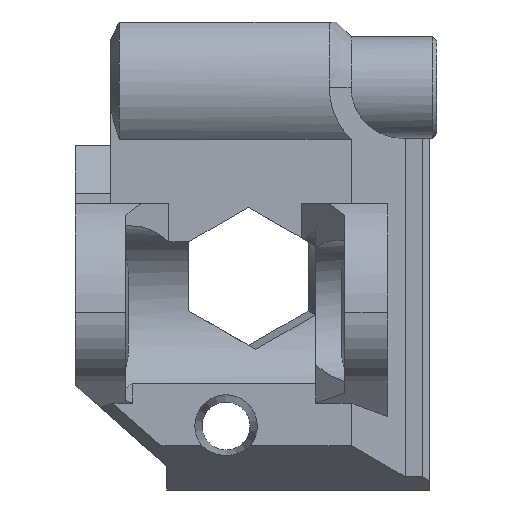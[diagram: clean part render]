
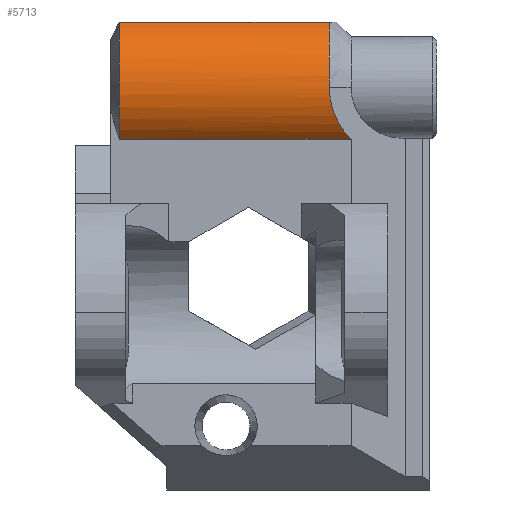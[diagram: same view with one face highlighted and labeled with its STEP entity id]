
A CAD part, left-side view. The second image highlights one B-rep face of the part: STEP entity #5713.
In plain terms, the highlighted cylindrical face has radius 5 mm (diameter 10 mm), a partial arc.
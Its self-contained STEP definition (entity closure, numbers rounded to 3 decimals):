
#1201 = CONICAL_SURFACE('',#1202,4.4,1.107);
#1202 = AXIS2_PLACEMENT_3D('',#1203,#1204,#1205);
#1203 = CARTESIAN_POINT('',(191.525,0.25,16.5));
#1204 = DIRECTION('',(0.,-1.,0.));
#1205 = DIRECTION('',(0.,0.,1.));
#1230 = VERTEX_POINT('',#1231);
#1231 = CARTESIAN_POINT('',(188.025,-0.05,12.929)
  );
#1267 = PLANE('',#1268);
#1268 = AXIS2_PLACEMENT_3D('',#1269,#1270,#1271);
#1269 = CARTESIAN_POINT('',(188.025,0.55,12.929));
#1270 = DIRECTION('',(-1.,0.,0.));
#1271 = DIRECTION('',(0.,0.,-1.));
#1279 = EDGE_CURVE('',#1230,#1280,#1282,.T.);
#1280 = VERTEX_POINT('',#1281);
#1281 = CARTESIAN_POINT('',(189.346,-0.05,
    21.));
#1282 = SURFACE_CURVE('',#1283,(#1288,#1295),.PCURVE_S1.);
#1283 = CIRCLE('',#1284,5.);
#1284 = AXIS2_PLACEMENT_3D('',#1285,#1286,#1287);
#1285 = CARTESIAN_POINT('',(191.525,-0.05,16.5)
  );
#1286 = DIRECTION('',(0.,1.,0.));
#1287 = DIRECTION('',(0.,0.,1.));
#1288 = PCURVE('',#1201,#1289);
#1289 = DEFINITIONAL_REPRESENTATION('',(#1290),#1294);
#1290 = LINE('',#1291,#1292);
#1291 = CARTESIAN_POINT('',(6.283,0.3));
#1292 = VECTOR('',#1293,1.);
#1293 = DIRECTION('',(-1.,0.));
#1294 = ( GEOMETRIC_REPRESENTATION_CONTEXT(2) 
PARAMETRIC_REPRESENTATION_CONTEXT() REPRESENTATION_CONTEXT('2D SPACE',''
  ) );
#1295 = PCURVE('',#1296,#1301);
#1296 = CYLINDRICAL_SURFACE('',#1297,5.);
#1297 = AXIS2_PLACEMENT_3D('',#1298,#1299,#1300);
#1298 = CARTESIAN_POINT('',(191.525,0.55,16.5));
#1299 = DIRECTION('',(0.,-1.,0.));
#1300 = DIRECTION('',(0.,0.,-1.));
#1301 = DEFINITIONAL_REPRESENTATION('',(#1302),#1306);
#1302 = LINE('',#1303,#1304);
#1303 = CARTESIAN_POINT('',(9.425,0.6));
#1304 = VECTOR('',#1305,1.);
#1305 = DIRECTION('',(-1.,0.));
#1306 = ( GEOMETRIC_REPRESENTATION_CONTEXT(2) 
PARAMETRIC_REPRESENTATION_CONTEXT() REPRESENTATION_CONTEXT('2D SPACE',''
  ) );
#1377 = PLANE('',#1378);
#1378 = AXIS2_PLACEMENT_3D('',#1379,#1380,#1381);
#1379 = CARTESIAN_POINT('',(193.825,0.55,21.));
#1380 = DIRECTION('',(0.,0.,1.));
#1381 = DIRECTION('',(-1.,0.,0.));
#2007 = PLANE('',#2008);
#2008 = AXIS2_PLACEMENT_3D('',#2009,#2010,#2011);
#2009 = CARTESIAN_POINT('',(190.529,-18.5,-11.2));
#2010 = DIRECTION('',(0.707,0.707,0.)
  );
#2011 = DIRECTION('',(-0.707,0.707,0.
    ));
#2204 = CONICAL_SURFACE('',#2205,4.25,0.785);
#2205 = AXIS2_PLACEMENT_3D('',#2206,#2207,#2208);
#2206 = CARTESIAN_POINT('',(191.525,-15.246,16.5));
#2207 = DIRECTION('',(0.,1.,0.));
#2208 = DIRECTION('',(0.,0.,1.));
#3180 = EDGE_CURVE('',#1280,#3181,#3183,.T.);
#3181 = VERTEX_POINT('',#3182);
#3182 = CARTESIAN_POINT('',(189.346,-14.496,
    21.));
#3183 = SURFACE_CURVE('',#3184,(#3188,#3195),.PCURVE_S1.);
#3184 = LINE('',#3185,#3186);
#3185 = CARTESIAN_POINT('',(189.346,0.55,21.));
#3186 = VECTOR('',#3187,1.);
#3187 = DIRECTION('',(0.,-1.,0.));
#3188 = PCURVE('',#1377,#3189);
#3189 = DEFINITIONAL_REPRESENTATION('',(#3190),#3194);
#3190 = LINE('',#3191,#3192);
#3191 = CARTESIAN_POINT('',(4.479,0.));
#3192 = VECTOR('',#3193,1.);
#3193 = DIRECTION('',(0.,1.));
#3194 = ( GEOMETRIC_REPRESENTATION_CONTEXT(2) 
PARAMETRIC_REPRESENTATION_CONTEXT() REPRESENTATION_CONTEXT('2D SPACE',''
  ) );
#3195 = PCURVE('',#1296,#3196);
#3196 = DEFINITIONAL_REPRESENTATION('',(#3197),#3201);
#3197 = LINE('',#3198,#3199);
#3198 = CARTESIAN_POINT('',(3.593,0.));
#3199 = VECTOR('',#3200,1.);
#3200 = DIRECTION('',(0.,1.));
#3201 = ( GEOMETRIC_REPRESENTATION_CONTEXT(2) 
PARAMETRIC_REPRESENTATION_CONTEXT() REPRESENTATION_CONTEXT('2D SPACE',''
  ) );
#5286 = EDGE_CURVE('',#3181,#5287,#5289,.T.);
#5287 = VERTEX_POINT('',#5288);
#5288 = CARTESIAN_POINT('',(186.525,-14.496,16.5));
#5289 = SURFACE_CURVE('',#5290,(#5295,#5302),.PCURVE_S1.);
#5290 = CIRCLE('',#5291,5.);
#5291 = AXIS2_PLACEMENT_3D('',#5292,#5293,#5294);
#5292 = CARTESIAN_POINT('',(191.525,-14.496,16.5));
#5293 = DIRECTION('',(0.,-1.,0.));
#5294 = DIRECTION('',(0.,0.,1.));
#5295 = PCURVE('',#2204,#5296);
#5296 = DEFINITIONAL_REPRESENTATION('',(#5297),#5301);
#5297 = LINE('',#5298,#5299);
#5298 = CARTESIAN_POINT('',(6.283,0.75));
#5299 = VECTOR('',#5300,1.);
#5300 = DIRECTION('',(-1.,0.));
#5301 = ( GEOMETRIC_REPRESENTATION_CONTEXT(2) 
PARAMETRIC_REPRESENTATION_CONTEXT() REPRESENTATION_CONTEXT('2D SPACE',''
  ) );
#5302 = PCURVE('',#1296,#5303);
#5303 = DEFINITIONAL_REPRESENTATION('',(#5304),#5308);
#5304 = LINE('',#5305,#5306);
#5305 = CARTESIAN_POINT('',(3.142,15.046));
#5306 = VECTOR('',#5307,1.);
#5307 = DIRECTION('',(1.,0.));
#5308 = ( GEOMETRIC_REPRESENTATION_CONTEXT(2) 
PARAMETRIC_REPRESENTATION_CONTEXT() REPRESENTATION_CONTEXT('2D SPACE',''
  ) );
#5536 = EDGE_CURVE('',#5537,#5287,#5539,.T.);
#5537 = VERTEX_POINT('',#5538);
#5538 = CARTESIAN_POINT('',(188.025,-15.996,12.929));
#5539 = SURFACE_CURVE('',#5540,(#5545,#5552),.PCURVE_S1.);
#5540 = ELLIPSE('',#5541,7.071,5.);
#5541 = AXIS2_PLACEMENT_3D('',#5542,#5543,#5544);
#5542 = CARTESIAN_POINT('',(191.525,-19.496,16.5));
#5543 = DIRECTION('',(0.707,0.707,0.)
  );
#5544 = DIRECTION('',(0.707,-0.707,0.)
  );
#5545 = PCURVE('',#2007,#5546);
#5546 = DEFINITIONAL_REPRESENTATION('',(#5547),#5551);
#5547 = ELLIPSE('',#5548,7.071,5.);
#5548 = AXIS2_PLACEMENT_2D('',#5549,#5550);
#5549 = CARTESIAN_POINT('',(-1.409,27.7));
#5550 = DIRECTION('',(-1.,0.));
#5551 = ( GEOMETRIC_REPRESENTATION_CONTEXT(2) 
PARAMETRIC_REPRESENTATION_CONTEXT() REPRESENTATION_CONTEXT('2D SPACE',''
  ) );
#5552 = PCURVE('',#1296,#5553);
#5553 = DEFINITIONAL_REPRESENTATION('',(#5554),#5580);
#5554 = B_SPLINE_CURVE_WITH_KNOTS('',3,(#5555,#5556,#5557,#5558,#5559,
    #5560,#5561,#5562,#5563,#5564,#5565,#5566,#5567,#5568,#5569,#5570,
    #5571,#5572,#5573,#5574,#5575,#5576,#5577,#5578,#5579),
  .UNSPECIFIED.,.F.,.F.,(4,1,1,1,1,1,1,1,1,1,1,1,1,1,1,1,1,1,1,1,1,1,4),
  (2.346,2.382,2.419,2.455,
    2.491,2.527,2.563,2.599,
    2.635,2.672,2.708,2.744,
    2.78,2.816,2.852,2.889,
    2.925,2.961,2.997,3.033,
    3.069,3.105,3.142),.QUASI_UNIFORM_KNOTS.);
#5555 = CARTESIAN_POINT('',(5.508,16.546));
#5556 = CARTESIAN_POINT('',(5.496,16.503));
#5557 = CARTESIAN_POINT('',(5.472,16.419));
#5558 = CARTESIAN_POINT('',(5.435,16.297));
#5559 = CARTESIAN_POINT('',(5.399,16.18));
#5560 = CARTESIAN_POINT('',(5.363,16.068));
#5561 = CARTESIAN_POINT('',(5.327,15.961));
#5562 = CARTESIAN_POINT('',(5.291,15.859));
#5563 = CARTESIAN_POINT('',(5.255,15.763));
#5564 = CARTESIAN_POINT('',(5.219,15.672));
#5565 = CARTESIAN_POINT('',(5.182,15.588));
#5566 = CARTESIAN_POINT('',(5.146,15.509));
#5567 = CARTESIAN_POINT('',(5.11,15.436));
#5568 = CARTESIAN_POINT('',(5.074,15.369));
#5569 = CARTESIAN_POINT('',(5.038,15.308));
#5570 = CARTESIAN_POINT('',(5.002,15.253));
#5571 = CARTESIAN_POINT('',(4.965,15.205));
#5572 = CARTESIAN_POINT('',(4.929,15.163));
#5573 = CARTESIAN_POINT('',(4.893,15.127));
#5574 = CARTESIAN_POINT('',(4.857,15.098));
#5575 = CARTESIAN_POINT('',(4.821,15.075));
#5576 = CARTESIAN_POINT('',(4.785,15.058));
#5577 = CARTESIAN_POINT('',(4.749,15.049));
#5578 = CARTESIAN_POINT('',(4.724,15.046));
#5579 = CARTESIAN_POINT('',(4.712,15.046));
#5580 = ( GEOMETRIC_REPRESENTATION_CONTEXT(2) 
PARAMETRIC_REPRESENTATION_CONTEXT() REPRESENTATION_CONTEXT('2D SPACE',''
  ) );
#5713 = ADVANCED_FACE('',(#5714),#1296,.T.);
#5714 = FACE_BOUND('',#5715,.T.);
#5715 = EDGE_LOOP('',(#5716,#5717,#5738,#5739,#5740));
#5716 = ORIENTED_EDGE('',*,*,#1279,.F.);
#5717 = ORIENTED_EDGE('',*,*,#5718,.T.);
#5718 = EDGE_CURVE('',#1230,#5537,#5719,.T.);
#5719 = SURFACE_CURVE('',#5720,(#5724,#5731),.PCURVE_S1.);
#5720 = LINE('',#5721,#5722);
#5721 = CARTESIAN_POINT('',(188.025,0.55,12.929));
#5722 = VECTOR('',#5723,1.);
#5723 = DIRECTION('',(0.,-1.,0.));
#5724 = PCURVE('',#1296,#5725);
#5725 = DEFINITIONAL_REPRESENTATION('',(#5726),#5730);
#5726 = LINE('',#5727,#5728);
#5727 = CARTESIAN_POINT('',(5.508,0.));
#5728 = VECTOR('',#5729,1.);
#5729 = DIRECTION('',(0.,1.));
#5730 = ( GEOMETRIC_REPRESENTATION_CONTEXT(2) 
PARAMETRIC_REPRESENTATION_CONTEXT() REPRESENTATION_CONTEXT('2D SPACE',''
  ) );
#5731 = PCURVE('',#1267,#5732);
#5732 = DEFINITIONAL_REPRESENTATION('',(#5733),#5737);
#5733 = LINE('',#5734,#5735);
#5734 = CARTESIAN_POINT('',(0.,0.));
#5735 = VECTOR('',#5736,1.);
#5736 = DIRECTION('',(0.,1.));
#5737 = ( GEOMETRIC_REPRESENTATION_CONTEXT(2) 
PARAMETRIC_REPRESENTATION_CONTEXT() REPRESENTATION_CONTEXT('2D SPACE',''
  ) );
#5738 = ORIENTED_EDGE('',*,*,#5536,.T.);
#5739 = ORIENTED_EDGE('',*,*,#5286,.F.);
#5740 = ORIENTED_EDGE('',*,*,#3180,.F.);
